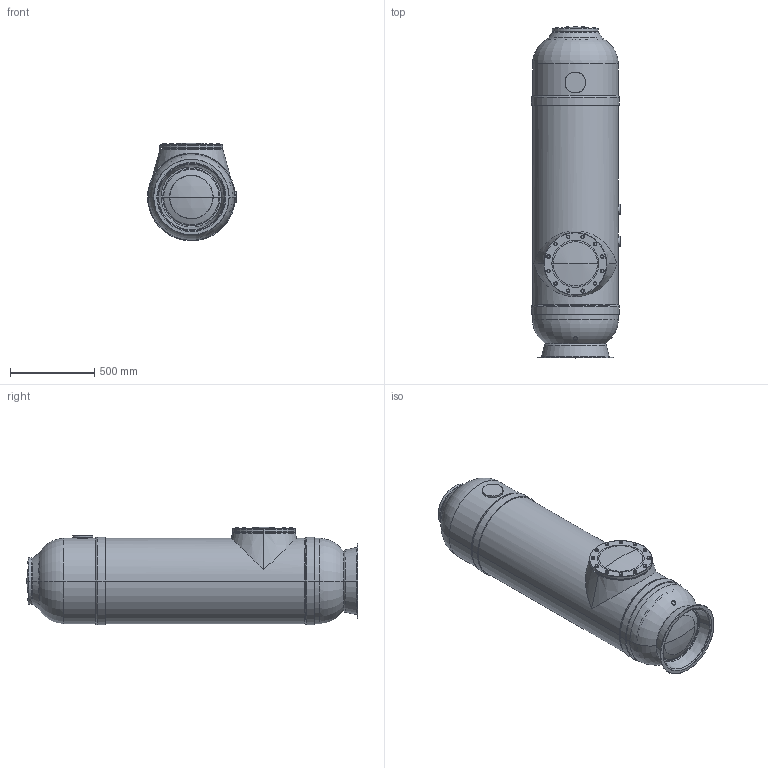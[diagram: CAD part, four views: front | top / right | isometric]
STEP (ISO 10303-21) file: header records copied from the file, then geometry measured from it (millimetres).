
FILE_DESCRIPTION (( 'STEP AP214' ), '1' );
FILE_NAME ('coral50c_nozzle_plate.STEP', '2020-07-07T13:29:58', ( '' ), ( '' ), 'SwSTEP 2.0', 'SolidWorks 2019', '' );
FILE_SCHEMA (( 'AUTOMOTIVE_DESIGN' ));
Length unit declared in the file: millimetre
Products named in the file (21): sight_glass_3col.prt; cover_block_dn200.prt; socket_ma3_20.prt; washer_fi8.prt; sight_glass_3col.asm; hex_screw_m10_40.prt; gasket_block_dn200.prt; cover_block_dn300.prt; gasket_sight_glass.prt; socket_ma3_50.prt; coral50c.asm; cylinder_50c.prt; gasket_block_dn300.prt; hex_screw_m8_40.prt; dished_bottom_50c.prt; cover_block_dn300.asm; coral50c_nozzle_plate; dished_top_50c.prt; washer_fi10.prt; cover_block_dn200.asm; support_50c.prt
Assembly tree (57 placements, depth 4):
  coral50c_nozzle_plate
    coral50c.asm
      support_50c.prt
      dished_bottom_50c.prt
      cylinder_50c.prt
      dished_top_50c.prt
      socket_ma3_50.prt  x2
      cover_block_dn300.asm
        cover_block_dn300.prt
        gasket_block_dn300.prt
        washer_fi10.prt  x12
        hex_screw_m10_40.prt  x12
      sight_glass_3col.asm
        sight_glass_3col.prt
        gasket_sight_glass.prt
      cover_block_dn200.asm
        cover_block_dn200.prt
        gasket_block_dn200.prt
        washer_fi8.prt  x8
        hex_screw_m8_40.prt  x8
        socket_ma3_20.prt
Bounding box: 529.52 x 1974.79 x 582.06 mm (x, y, z)
Volume: 4670526.2 mm3; surface area: 7403122.4 mm2
Topology: 50 solids, 73 shells, 917 faces, 2023 edges, 1242 vertices
Faces by surface type: cylinder 324, plane 280, cone 227, torus 72, sphere 14
Entity records: 19877 total; most frequent: CARTESIAN_POINT 7333, DIRECTION 2291, ORIENTED_EDGE 1964, EDGE_CURVE 1023, AXIS2_PLACEMENT_3D 1014, VERTEX_POINT 650, EDGE_LOOP 576, CIRCLE 494
